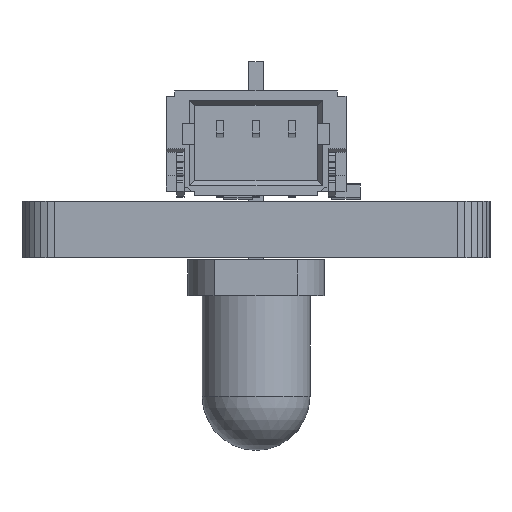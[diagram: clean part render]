
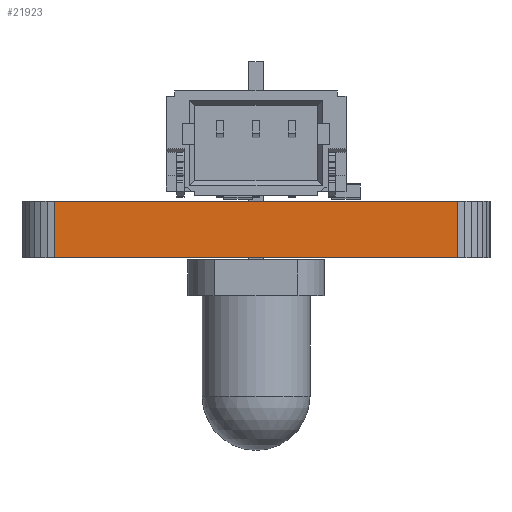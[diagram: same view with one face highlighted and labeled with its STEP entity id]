
A CAD part, left-side view. The second image highlights one B-rep face of the part: STEP entity #21923.
In plain terms, the highlighted planar face has unit normal (-1, 0, 0).
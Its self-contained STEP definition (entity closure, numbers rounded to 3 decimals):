
#19537 = PLANE('',#19538);
#19538 = AXIS2_PLACEMENT_3D('',#19539,#19540,#19541);
#19539 = CARTESIAN_POINT('',(120.,-66.5,1.57));
#19540 = DIRECTION('',(-0.,-0.,-1.));
#19541 = DIRECTION('',(-1.,0.,0.));
#19591 = PLANE('',#19592);
#19592 = AXIS2_PLACEMENT_3D('',#19593,#19594,#19595);
#19593 = CARTESIAN_POINT('',(120.,-66.5,0.));
#19594 = DIRECTION('',(-0.,-0.,-1.));
#19595 = DIRECTION('',(-1.,0.,0.));
#20288 = VERTEX_POINT('',#20289);
#20289 = CARTESIAN_POINT('',(110.5,-72.1,0.));
#20303 = PLANE('',#20304);
#20304 = AXIS2_PLACEMENT_3D('',#20305,#20306,#20307);
#20305 = CARTESIAN_POINT('',(110.523,-72.3,0.));
#20306 = DIRECTION('',(-0.994,-0.112,0.));
#20307 = DIRECTION('',(-0.112,0.994,0.));
#20315 = EDGE_CURVE('',#20288,#20316,#20318,.T.);
#20316 = VERTEX_POINT('',#20317);
#20317 = CARTESIAN_POINT('',(110.5,-60.9,0.));
#20318 = SURFACE_CURVE('',#20319,(#20323,#20330),.PCURVE_S1.);
#20319 = LINE('',#20320,#20321);
#20320 = CARTESIAN_POINT('',(110.5,-72.1,0.));
#20321 = VECTOR('',#20322,1.);
#20322 = DIRECTION('',(0.,1.,0.));
#20323 = PCURVE('',#19591,#20324);
#20324 = DEFINITIONAL_REPRESENTATION('',(#20325),#20329);
#20325 = LINE('',#20326,#20327);
#20326 = CARTESIAN_POINT('',(9.5,-5.6));
#20327 = VECTOR('',#20328,1.);
#20328 = DIRECTION('',(0.,1.));
#20329 = ( GEOMETRIC_REPRESENTATION_CONTEXT(2) 
PARAMETRIC_REPRESENTATION_CONTEXT() REPRESENTATION_CONTEXT('2D SPACE',''
  ) );
#20330 = PCURVE('',#20331,#20336);
#20331 = PLANE('',#20332);
#20332 = AXIS2_PLACEMENT_3D('',#20333,#20334,#20335);
#20333 = CARTESIAN_POINT('',(110.5,-72.1,0.));
#20334 = DIRECTION('',(-1.,0.,0.));
#20335 = DIRECTION('',(0.,1.,0.));
#20336 = DEFINITIONAL_REPRESENTATION('',(#20337),#20341);
#20337 = LINE('',#20338,#20339);
#20338 = CARTESIAN_POINT('',(0.,0.));
#20339 = VECTOR('',#20340,1.);
#20340 = DIRECTION('',(1.,0.));
#20341 = ( GEOMETRIC_REPRESENTATION_CONTEXT(2) 
PARAMETRIC_REPRESENTATION_CONTEXT() REPRESENTATION_CONTEXT('2D SPACE',''
  ) );
#20359 = PLANE('',#20360);
#20360 = AXIS2_PLACEMENT_3D('',#20361,#20362,#20363);
#20361 = CARTESIAN_POINT('',(110.5,-60.9,0.));
#20362 = DIRECTION('',(-0.994,0.112,0.));
#20363 = DIRECTION('',(0.112,0.994,0.));
#21144 = VERTEX_POINT('',#21145);
#21145 = CARTESIAN_POINT('',(110.5,-72.1,1.57));
#21166 = EDGE_CURVE('',#21144,#21167,#21169,.T.);
#21167 = VERTEX_POINT('',#21168);
#21168 = CARTESIAN_POINT('',(110.5,-60.9,1.57));
#21169 = SURFACE_CURVE('',#21170,(#21174,#21181),.PCURVE_S1.);
#21170 = LINE('',#21171,#21172);
#21171 = CARTESIAN_POINT('',(110.5,-72.1,1.57));
#21172 = VECTOR('',#21173,1.);
#21173 = DIRECTION('',(0.,1.,0.));
#21174 = PCURVE('',#19537,#21175);
#21175 = DEFINITIONAL_REPRESENTATION('',(#21176),#21180);
#21176 = LINE('',#21177,#21178);
#21177 = CARTESIAN_POINT('',(9.5,-5.6));
#21178 = VECTOR('',#21179,1.);
#21179 = DIRECTION('',(0.,1.));
#21180 = ( GEOMETRIC_REPRESENTATION_CONTEXT(2) 
PARAMETRIC_REPRESENTATION_CONTEXT() REPRESENTATION_CONTEXT('2D SPACE',''
  ) );
#21181 = PCURVE('',#20331,#21182);
#21182 = DEFINITIONAL_REPRESENTATION('',(#21183),#21187);
#21183 = LINE('',#21184,#21185);
#21184 = CARTESIAN_POINT('',(0.,-1.57));
#21185 = VECTOR('',#21186,1.);
#21186 = DIRECTION('',(1.,0.));
#21187 = ( GEOMETRIC_REPRESENTATION_CONTEXT(2) 
PARAMETRIC_REPRESENTATION_CONTEXT() REPRESENTATION_CONTEXT('2D SPACE',''
  ) );
#21873 = EDGE_CURVE('',#20316,#21167,#21874,.T.);
#21874 = SURFACE_CURVE('',#21875,(#21879,#21886),.PCURVE_S1.);
#21875 = LINE('',#21876,#21877);
#21876 = CARTESIAN_POINT('',(110.5,-60.9,0.));
#21877 = VECTOR('',#21878,1.);
#21878 = DIRECTION('',(0.,0.,1.));
#21879 = PCURVE('',#20359,#21880);
#21880 = DEFINITIONAL_REPRESENTATION('',(#21881),#21885);
#21881 = LINE('',#21882,#21883);
#21882 = CARTESIAN_POINT('',(0.,0.));
#21883 = VECTOR('',#21884,1.);
#21884 = DIRECTION('',(0.,-1.));
#21885 = ( GEOMETRIC_REPRESENTATION_CONTEXT(2) 
PARAMETRIC_REPRESENTATION_CONTEXT() REPRESENTATION_CONTEXT('2D SPACE',''
  ) );
#21886 = PCURVE('',#20331,#21887);
#21887 = DEFINITIONAL_REPRESENTATION('',(#21888),#21892);
#21888 = LINE('',#21889,#21890);
#21889 = CARTESIAN_POINT('',(11.2,0.));
#21890 = VECTOR('',#21891,1.);
#21891 = DIRECTION('',(0.,-1.));
#21892 = ( GEOMETRIC_REPRESENTATION_CONTEXT(2) 
PARAMETRIC_REPRESENTATION_CONTEXT() REPRESENTATION_CONTEXT('2D SPACE',''
  ) );
#21923 = ADVANCED_FACE('',(#21924),#20331,.T.);
#21924 = FACE_BOUND('',#21925,.T.);
#21925 = EDGE_LOOP('',(#21926,#21947,#21948,#21949));
#21926 = ORIENTED_EDGE('',*,*,#21927,.T.);
#21927 = EDGE_CURVE('',#20288,#21144,#21928,.T.);
#21928 = SURFACE_CURVE('',#21929,(#21933,#21940),.PCURVE_S1.);
#21929 = LINE('',#21930,#21931);
#21930 = CARTESIAN_POINT('',(110.5,-72.1,0.));
#21931 = VECTOR('',#21932,1.);
#21932 = DIRECTION('',(0.,0.,1.));
#21933 = PCURVE('',#20331,#21934);
#21934 = DEFINITIONAL_REPRESENTATION('',(#21935),#21939);
#21935 = LINE('',#21936,#21937);
#21936 = CARTESIAN_POINT('',(0.,0.));
#21937 = VECTOR('',#21938,1.);
#21938 = DIRECTION('',(0.,-1.));
#21939 = ( GEOMETRIC_REPRESENTATION_CONTEXT(2) 
PARAMETRIC_REPRESENTATION_CONTEXT() REPRESENTATION_CONTEXT('2D SPACE',''
  ) );
#21940 = PCURVE('',#20303,#21941);
#21941 = DEFINITIONAL_REPRESENTATION('',(#21942),#21946);
#21942 = LINE('',#21943,#21944);
#21943 = CARTESIAN_POINT('',(0.202,0.));
#21944 = VECTOR('',#21945,1.);
#21945 = DIRECTION('',(0.,-1.));
#21946 = ( GEOMETRIC_REPRESENTATION_CONTEXT(2) 
PARAMETRIC_REPRESENTATION_CONTEXT() REPRESENTATION_CONTEXT('2D SPACE',''
  ) );
#21947 = ORIENTED_EDGE('',*,*,#21166,.T.);
#21948 = ORIENTED_EDGE('',*,*,#21873,.F.);
#21949 = ORIENTED_EDGE('',*,*,#20315,.F.);
